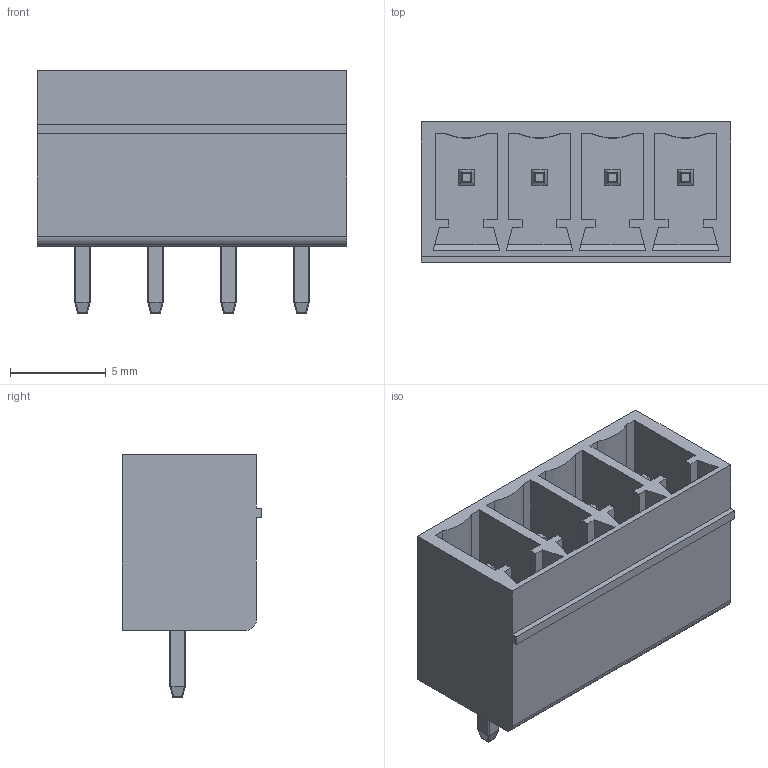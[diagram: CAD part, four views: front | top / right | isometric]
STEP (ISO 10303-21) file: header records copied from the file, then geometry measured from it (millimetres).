
FILE_DESCRIPTION (( 'STEP AP214' ), '1' );
FILE_NAME ('CONN-TH_4P-P3.81_WJ2EDGVC-3.81-4P.step', '2024-01-12T07:06:07', ( '' ), ( '' ), 'SwSTEP 2.0', 'SolidWorks 2020', '' );
FILE_SCHEMA (( 'AUTOMOTIVE_DESIGN' ));
Length unit declared in the file: millimetre
Products named in the file (1): CONN-TH_4P-P3.81_WJ2EDGVC-3.81-4P
Bounding box: 16.12 x 7.3 x 12.65 mm (x, y, z)
Volume: 507.9 mm3; surface area: 1447.7 mm2
Topology: 1 solids, 1 shells, 579 faces, 1518 edges, 980 vertices
Faces by surface type: plane 348, cylinder 101, bspline 98, sphere 32
Entity records: 24481 total; most frequent: CARTESIAN_POINT 4624, ORIENTED_EDGE 3036, DIRECTION 2364, EDGE_CURVE 1518, LINE 1076, VECTOR 1076, VERTEX_POINT 980, AXIS2_PLACEMENT_3D 644
